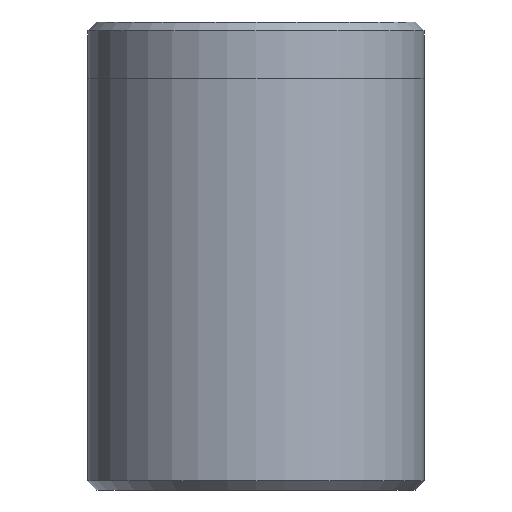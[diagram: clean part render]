
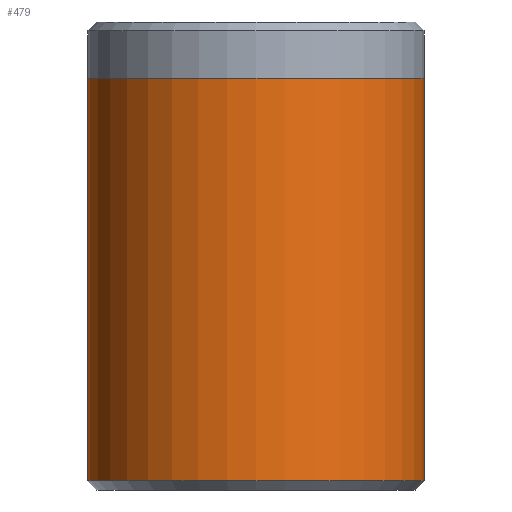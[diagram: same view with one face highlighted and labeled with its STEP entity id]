
A CAD part, front view. The second image highlights one B-rep face of the part: STEP entity #479.
In plain terms, the highlighted cylindrical face has radius 9 mm (diameter 18 mm), a partial arc.
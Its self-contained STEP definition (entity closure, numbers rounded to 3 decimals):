
#14 = CARTESIAN_POINT ( 'NONE',  ( 9., 0., 0.5 ) ) ;
#54 = DIRECTION ( 'NONE',  ( 0., 0., 1. ) ) ;
#55 = VERTEX_POINT ( 'NONE', #620 ) ;
#97 = CYLINDRICAL_SURFACE ( 'NONE', #177, 9. ) ;
#135 = FACE_OUTER_BOUND ( 'NONE', #523, .T. ) ;
#177 = AXIS2_PLACEMENT_3D ( 'NONE', #459, #418, #487 ) ;
#222 = CIRCLE ( 'NONE', #1520, 9. ) ;
#354 = EDGE_CURVE ( 'NONE', #1660, #1317, #1314, .T. ) ;
#418 = DIRECTION ( 'NONE',  ( 0., 0., -1. ) ) ;
#459 = CARTESIAN_POINT ( 'NONE',  ( 0., 0., 25. ) ) ;
#479 = ADVANCED_FACE ( 'NONE', ( #135 ), #97, .T. ) ;
#487 = DIRECTION ( 'NONE',  ( -1., 0., 0. ) ) ;
#523 = EDGE_LOOP ( 'NONE', ( #1326, #1672, #1144, #867 ) ) ;
#566 = EDGE_CURVE ( 'NONE', #1019, #1317, #841, .T. ) ;
#620 = CARTESIAN_POINT ( 'NONE',  ( -9., 0., 22. ) ) ;
#754 = VECTOR ( 'NONE', #1029, 1000. ) ;
#841 = LINE ( 'NONE', #1661, #754 ) ;
#867 = ORIENTED_EDGE ( 'NONE', *, *, #354, .T. ) ;
#891 = CARTESIAN_POINT ( 'NONE',  ( 0., 0., 22. ) ) ;
#940 = EDGE_CURVE ( 'NONE', #55, #1660, #1488, .T. ) ;
#1009 = AXIS2_PLACEMENT_3D ( 'NONE', #1130, #1124, #1110 ) ;
#1019 = VERTEX_POINT ( 'NONE', #1329 ) ;
#1026 = DIRECTION ( 'NONE',  ( 1., 0., 0. ) ) ;
#1029 = DIRECTION ( 'NONE',  ( 0., 0., -1. ) ) ;
#1110 = DIRECTION ( 'NONE',  ( 1., 0., 0. ) ) ;
#1124 = DIRECTION ( 'NONE',  ( 0., 0., 1. ) ) ;
#1130 = CARTESIAN_POINT ( 'NONE',  ( 0., 0., 0.5 ) ) ;
#1144 = ORIENTED_EDGE ( 'NONE', *, *, #940, .T. ) ;
#1145 = VECTOR ( 'NONE', #1300, 1000. ) ;
#1300 = DIRECTION ( 'NONE',  ( 0., 0., -1. ) ) ;
#1308 = CARTESIAN_POINT ( 'NONE',  ( -9., 0., 25. ) ) ;
#1314 = CIRCLE ( 'NONE', #1009, 9. ) ;
#1317 = VERTEX_POINT ( 'NONE', #14 ) ;
#1326 = ORIENTED_EDGE ( 'NONE', *, *, #566, .F. ) ;
#1329 = CARTESIAN_POINT ( 'NONE',  ( 9., 0., 22. ) ) ;
#1462 = EDGE_CURVE ( 'NONE', #55, #1019, #222, .T. ) ;
#1488 = LINE ( 'NONE', #1308, #1145 ) ;
#1520 = AXIS2_PLACEMENT_3D ( 'NONE', #891, #54, #1026 ) ;
#1583 = CARTESIAN_POINT ( 'NONE',  ( -9., 0., 0.5 ) ) ;
#1660 = VERTEX_POINT ( 'NONE', #1583 ) ;
#1661 = CARTESIAN_POINT ( 'NONE',  ( 9., 0., 25. ) ) ;
#1672 = ORIENTED_EDGE ( 'NONE', *, *, #1462, .F. ) ;
